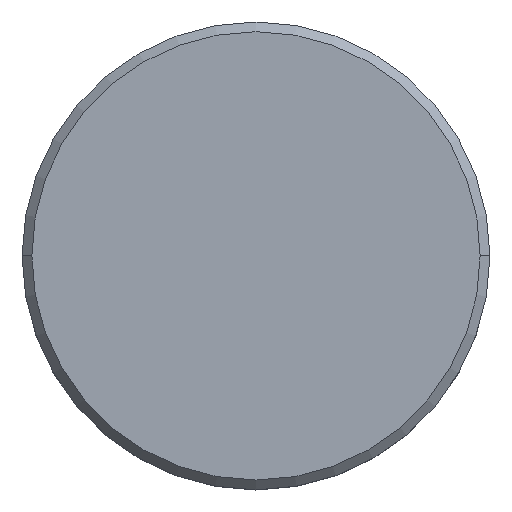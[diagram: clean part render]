
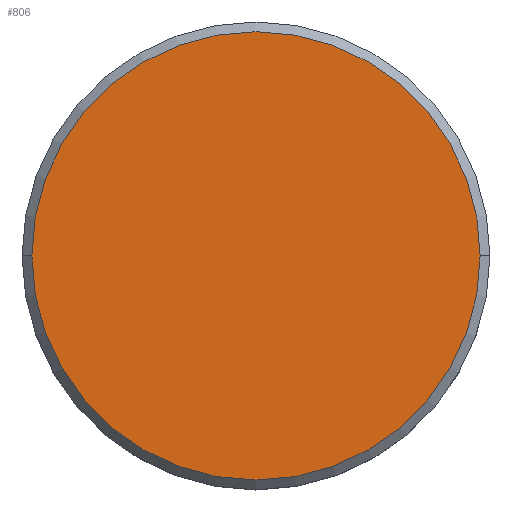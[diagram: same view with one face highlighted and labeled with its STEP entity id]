
A CAD part, top view. The second image highlights one B-rep face of the part: STEP entity #806.
In plain terms, the highlighted planar face has unit normal (0, 0, 1).
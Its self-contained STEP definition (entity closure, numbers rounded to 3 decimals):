
#10 = AXIS2_PLACEMENT_3D ( 'NONE', #286, #756, #22 ) ;
#22 = DIRECTION ( 'NONE',  ( 1., 0., 0. ) ) ;
#62 = DIRECTION ( 'NONE',  ( 1., 0., 0. ) ) ;
#98 = DIRECTION ( 'NONE',  ( 1., 0., 0. ) ) ;
#123 = EDGE_CURVE ( 'NONE', #1043, #179, #313, .T. ) ;
#163 = ORIENTED_EDGE ( 'NONE', *, *, #822, .T. ) ;
#179 = VERTEX_POINT ( 'NONE', #984 ) ;
#184 = FACE_OUTER_BOUND ( 'NONE', #777, .T. ) ;
#286 = CARTESIAN_POINT ( 'NONE',  ( 0., 0., 0. ) ) ;
#313 = CIRCLE ( 'NONE', #891, 11.5 ) ;
#468 = CARTESIAN_POINT ( 'NONE',  ( 0., 0., 0. ) ) ;
#642 = AXIS2_PLACEMENT_3D ( 'NONE', #1010, #1000, #98 ) ;
#723 = CARTESIAN_POINT ( 'NONE',  ( -11.5, 0., 0. ) ) ;
#756 = DIRECTION ( 'NONE',  ( 0., 0., 1. ) ) ;
#777 = EDGE_LOOP ( 'NONE', ( #914, #163 ) ) ;
#781 = PLANE ( 'NONE',  #10 ) ;
#792 = DIRECTION ( 'NONE',  ( 0., 0., 1. ) ) ;
#806 = ADVANCED_FACE ( 'NONE', ( #184 ), #781, .T. ) ;
#822 = EDGE_CURVE ( 'NONE', #179, #1043, #963, .T. ) ;
#891 = AXIS2_PLACEMENT_3D ( 'NONE', #468, #792, #62 ) ;
#914 = ORIENTED_EDGE ( 'NONE', *, *, #123, .T. ) ;
#963 = CIRCLE ( 'NONE', #642, 11.5 ) ;
#984 = CARTESIAN_POINT ( 'NONE',  ( 11.5, 0., 0. ) ) ;
#1000 = DIRECTION ( 'NONE',  ( 0., 0., 1. ) ) ;
#1010 = CARTESIAN_POINT ( 'NONE',  ( 0., 0., 0. ) ) ;
#1043 = VERTEX_POINT ( 'NONE', #723 ) ;
